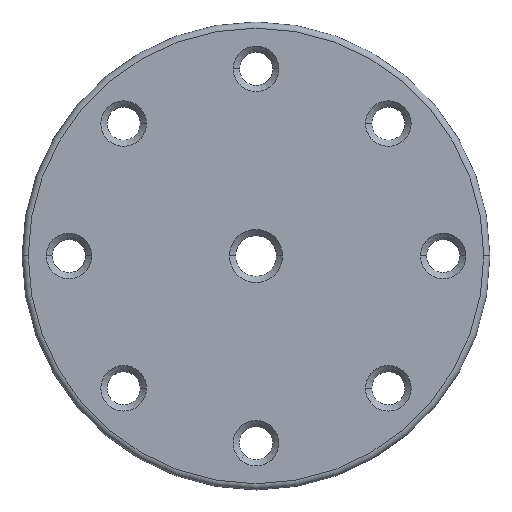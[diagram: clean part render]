
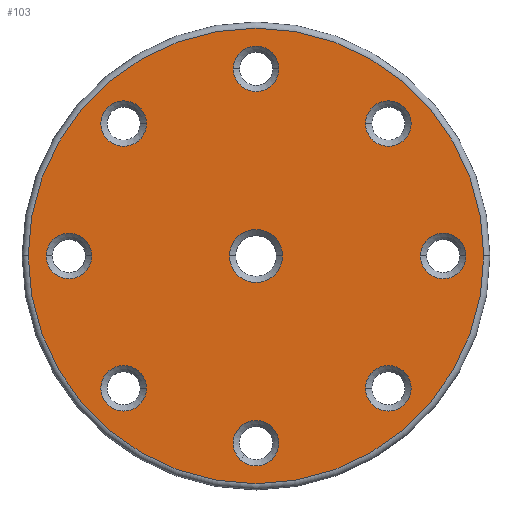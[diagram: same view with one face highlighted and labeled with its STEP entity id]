
A CAD part, top view. The second image highlights one B-rep face of the part: STEP entity #103.
In plain terms, the highlighted planar face has unit normal (0, 0, 1).
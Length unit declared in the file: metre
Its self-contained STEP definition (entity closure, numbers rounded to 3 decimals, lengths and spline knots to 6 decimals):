
#103=ADVANCED_FACE('2:255',(#228,#229,#230,#231,#232,#233,#234,#235,#236,#237),#238,.T.);
#228=FACE_BOUND('',#371,.T.);
#229=FACE_BOUND('',#372,.T.);
#230=FACE_BOUND('',#373,.T.);
#231=FACE_OUTER_BOUND('',#374,.T.);
#232=FACE_BOUND('',#375,.T.);
#233=FACE_BOUND('',#376,.T.);
#234=FACE_BOUND('',#377,.T.);
#235=FACE_BOUND('',#378,.T.);
#236=FACE_BOUND('',#379,.T.);
#237=FACE_BOUND('',#380,.T.);
#238=PLANE('',#381);
#371=EDGE_LOOP('',(#782,#783));
#372=EDGE_LOOP('',(#784,#785));
#373=EDGE_LOOP('',(#786,#787));
#374=EDGE_LOOP('',(#788,#789,#790));
#375=EDGE_LOOP('',(#791,#792));
#376=EDGE_LOOP('',(#793,#794));
#377=EDGE_LOOP('',(#795,#796));
#378=EDGE_LOOP('',(#797,#798));
#379=EDGE_LOOP('',(#799,#800));
#380=EDGE_LOOP('',(#801,#802));
#381=AXIS2_PLACEMENT_3D('',#803,#804,#805);
#782=ORIENTED_EDGE('',*,*,#906,.F.);
#783=ORIENTED_EDGE('',*,*,#1002,.F.);
#784=ORIENTED_EDGE('',*,*,#898,.F.);
#785=ORIENTED_EDGE('',*,*,#1003,.F.);
#786=ORIENTED_EDGE('',*,*,#894,.F.);
#787=ORIENTED_EDGE('',*,*,#1004,.F.);
#788=ORIENTED_EDGE('',*,*,#888,.F.);
#789=ORIENTED_EDGE('',*,*,#887,.F.);
#790=ORIENTED_EDGE('',*,*,#1005,.F.);
#791=ORIENTED_EDGE('',*,*,#885,.F.);
#792=ORIENTED_EDGE('',*,*,#1006,.F.);
#793=ORIENTED_EDGE('',*,*,#877,.F.);
#794=ORIENTED_EDGE('',*,*,#1007,.F.);
#795=ORIENTED_EDGE('',*,*,#873,.F.);
#796=ORIENTED_EDGE('',*,*,#1008,.F.);
#797=ORIENTED_EDGE('',*,*,#881,.F.);
#798=ORIENTED_EDGE('',*,*,#1009,.F.);
#799=ORIENTED_EDGE('',*,*,#902,.F.);
#800=ORIENTED_EDGE('',*,*,#1010,.F.);
#801=ORIENTED_EDGE('',*,*,#910,.F.);
#802=ORIENTED_EDGE('',*,*,#1001,.F.);
#803=CARTESIAN_POINT('',(-0.031079,-0.064189,-0.001));
#804=DIRECTION('',(0.,0.,1.0));
#805=DIRECTION('',(0.707,0.707,0.));
#873=EDGE_CURVE('2:396',#1016,#1012,#1018,.T.);
#877=EDGE_CURVE('2:393',#1024,#1020,#1026,.T.);
#881=EDGE_CURVE('2:399',#1032,#1028,#1034,.T.);
#885=EDGE_CURVE('2:390',#1040,#1036,#1042,.T.);
#887=EDGE_CURVE('2:387',#1043,#1046,#1047,.T.);
#888=EDGE_CURVE('2:387',#1046,#1048,#1049,.T.);
#894=EDGE_CURVE('2:384',#1058,#1054,#1060,.T.);
#898=EDGE_CURVE('2:381',#1066,#1062,#1068,.T.);
#902=EDGE_CURVE('2:402',#1074,#1070,#1076,.T.);
#906=EDGE_CURVE('2:378',#1082,#1078,#1084,.T.);
#910=EDGE_CURVE('2:375',#1090,#1086,#1092,.T.);
#1001=EDGE_CURVE('2:375',#1086,#1090,#1223,.T.);
#1002=EDGE_CURVE('2:378',#1078,#1082,#1224,.T.);
#1003=EDGE_CURVE('2:381',#1062,#1066,#1225,.T.);
#1004=EDGE_CURVE('2:384',#1054,#1058,#1226,.T.);
#1005=EDGE_CURVE('2:387',#1048,#1043,#1227,.T.);
#1006=EDGE_CURVE('2:390',#1036,#1040,#1228,.T.);
#1007=EDGE_CURVE('2:393',#1020,#1024,#1229,.T.);
#1008=EDGE_CURVE('2:396',#1012,#1016,#1230,.T.);
#1009=EDGE_CURVE('2:399',#1028,#1032,#1231,.T.);
#1010=EDGE_CURVE('2:402',#1070,#1074,#1232,.T.);
#1012=VERTEX_POINT('',#1234);
#1016=VERTEX_POINT('',#1239);
#1018=CIRCLE('',#1242,0.00185);
#1020=VERTEX_POINT('',#1244);
#1024=VERTEX_POINT('',#1249);
#1026=CIRCLE('',#1252,0.00185);
#1028=VERTEX_POINT('',#1254);
#1032=VERTEX_POINT('',#1259);
#1034=CIRCLE('',#1262,0.00185);
#1036=VERTEX_POINT('',#1264);
#1040=VERTEX_POINT('',#1269);
#1042=CIRCLE('',#1272,0.00185);
#1043=VERTEX_POINT('',#1273);
#1046=VERTEX_POINT('',#1276);
#1047=CIRCLE('',#1277,0.0185);
#1048=VERTEX_POINT('',#1278);
#1049=CIRCLE('',#1279,0.0185);
#1054=VERTEX_POINT('',#1284);
#1058=VERTEX_POINT('',#1289);
#1060=CIRCLE('',#1292,0.00185);
#1062=VERTEX_POINT('',#1294);
#1066=VERTEX_POINT('',#1299);
#1068=CIRCLE('',#1302,0.00215);
#1070=VERTEX_POINT('',#1304);
#1074=VERTEX_POINT('',#1309);
#1076=CIRCLE('',#1312,0.00185);
#1078=VERTEX_POINT('',#1314);
#1082=VERTEX_POINT('',#1319);
#1084=CIRCLE('',#1322,0.00185);
#1086=VERTEX_POINT('',#1324);
#1090=VERTEX_POINT('',#1329);
#1092=CIRCLE('',#1332,0.00185);
#1223=CIRCLE('',#1501,0.00185);
#1224=CIRCLE('',#1502,0.00185);
#1225=CIRCLE('',#1503,0.00215);
#1226=CIRCLE('',#1504,0.00185);
#1227=CIRCLE('',#1505,0.0185);
#1228=CIRCLE('',#1506,0.00185);
#1229=CIRCLE('',#1507,0.00185);
#1230=CIRCLE('',#1508,0.00185);
#1231=CIRCLE('',#1509,0.00185);
#1232=CIRCLE('',#1510,0.00185);
#1234=CARTESIAN_POINT('',(-0.043686,-0.053434,-0.001));
#1239=CARTESIAN_POINT('',(-0.039986,-0.053434,-0.001));
#1242=AXIS2_PLACEMENT_3D('',#1516,#1517,#1518);
#1244=CARTESIAN_POINT('',(-0.022184,-0.053434,-0.001));
#1249=CARTESIAN_POINT('',(-0.018484,-0.053434,-0.001));
#1252=AXIS2_PLACEMENT_3D('',#1524,#1525,#1526);
#1254=CARTESIAN_POINT('',(-0.043686,-0.074935,-0.001));
#1259=CARTESIAN_POINT('',(-0.039986,-0.074935,-0.001));
#1262=AXIS2_PLACEMENT_3D('',#1532,#1533,#1534);
#1264=CARTESIAN_POINT('',(-0.022184,-0.074935,-0.001));
#1269=CARTESIAN_POINT('',(-0.018484,-0.074935,-0.001));
#1272=AXIS2_PLACEMENT_3D('',#1540,#1541,#1542);
#1273=CARTESIAN_POINT('',(-0.049585,-0.064185,-0.001));
#1276=CARTESIAN_POINT('',(-0.031084,-0.045685,-0.001));
#1277=AXIS2_PLACEMENT_3D('',#1546,#1547,#1548);
#1278=CARTESIAN_POINT('',(-0.012585,-0.064185,-0.001));
#1279=AXIS2_PLACEMENT_3D('',#1549,#1550,#1551);
#1284=CARTESIAN_POINT('',(-0.032393,-0.080696,-0.001));
#1289=CARTESIAN_POINT('',(-0.029777,-0.07808,-0.001));
#1292=AXIS2_PLACEMENT_3D('',#1563,#1564,#1565);
#1294=CARTESIAN_POINT('',(-0.033235,-0.064185,-0.001));
#1299=CARTESIAN_POINT('',(-0.028935,-0.064185,-0.001));
#1302=AXIS2_PLACEMENT_3D('',#1571,#1572,#1573);
#1304=CARTESIAN_POINT('',(-0.048129,-0.064189,-0.001));
#1309=CARTESIAN_POINT('',(-0.044429,-0.064189,-0.001));
#1312=AXIS2_PLACEMENT_3D('',#1579,#1580,#1581);
#1314=CARTESIAN_POINT('',(-0.01773,-0.064189,-0.001));
#1319=CARTESIAN_POINT('',(-0.01403,-0.064189,-0.001));
#1322=AXIS2_PLACEMENT_3D('',#1587,#1588,#1589);
#1324=CARTESIAN_POINT('',(-0.032929,-0.04899,-0.001));
#1329=CARTESIAN_POINT('',(-0.029229,-0.04899,-0.001));
#1332=AXIS2_PLACEMENT_3D('',#1595,#1596,#1597);
#1501=AXIS2_PLACEMENT_3D('',#1792,#1793,#1794);
#1502=AXIS2_PLACEMENT_3D('',#1795,#1796,#1797);
#1503=AXIS2_PLACEMENT_3D('',#1798,#1799,#1800);
#1504=AXIS2_PLACEMENT_3D('',#1801,#1802,#1803);
#1505=AXIS2_PLACEMENT_3D('',#1804,#1805,#1806);
#1506=AXIS2_PLACEMENT_3D('',#1807,#1808,#1809);
#1507=AXIS2_PLACEMENT_3D('',#1810,#1811,#1812);
#1508=AXIS2_PLACEMENT_3D('',#1813,#1814,#1815);
#1509=AXIS2_PLACEMENT_3D('',#1816,#1817,#1818);
#1510=AXIS2_PLACEMENT_3D('',#1819,#1820,#1821);
#1516=CARTESIAN_POINT('',(-0.041836,-0.053434,-0.001));
#1517=DIRECTION('',(0.,0.,1.0));
#1518=DIRECTION('',(-1.0,0.,0.));
#1524=CARTESIAN_POINT('',(-0.020334,-0.053434,-0.001));
#1525=DIRECTION('',(0.,0.,1.0));
#1526=DIRECTION('',(-1.0,0.,0.));
#1532=CARTESIAN_POINT('',(-0.041836,-0.074935,-0.001));
#1533=DIRECTION('',(0.,0.,1.0));
#1534=DIRECTION('',(-1.0,0.,0.));
#1540=CARTESIAN_POINT('',(-0.020334,-0.074935,-0.001));
#1541=DIRECTION('',(0.,0.,1.0));
#1542=DIRECTION('',(-1.0,0.,0.));
#1546=CARTESIAN_POINT('',(-0.031085,-0.064185,-0.001));
#1547=DIRECTION('',(0.,0.,-1.0));
#1548=DIRECTION('',(-1.0,0.,0.));
#1549=CARTESIAN_POINT('',(-0.031085,-0.064185,-0.001));
#1550=DIRECTION('',(0.,0.,-1.0));
#1551=DIRECTION('',(-1.0,0.,0.));
#1563=CARTESIAN_POINT('',(-0.031085,-0.079388,-0.001));
#1564=DIRECTION('',(0.,0.,1.0));
#1565=DIRECTION('',(-0.707,-0.707,0.));
#1571=CARTESIAN_POINT('',(-0.031085,-0.064185,-0.001));
#1572=DIRECTION('',(0.,0.,1.0));
#1573=DIRECTION('',(-1.0,0.,0.));
#1579=CARTESIAN_POINT('',(-0.046279,-0.064189,-0.001));
#1580=DIRECTION('',(0.,0.,1.0));
#1581=DIRECTION('',(-1.0,0.,0.));
#1587=CARTESIAN_POINT('',(-0.01588,-0.064189,-0.001));
#1588=DIRECTION('',(0.,0.,1.0));
#1589=DIRECTION('',(-1.0,0.,0.));
#1595=CARTESIAN_POINT('',(-0.031079,-0.04899,-0.001));
#1596=DIRECTION('',(0.,0.,1.0));
#1597=DIRECTION('',(-1.0,0.,0.));
#1792=CARTESIAN_POINT('',(-0.031079,-0.04899,-0.001));
#1793=DIRECTION('',(0.,0.,1.0));
#1794=DIRECTION('',(-1.0,0.,0.));
#1795=CARTESIAN_POINT('',(-0.01588,-0.064189,-0.001));
#1796=DIRECTION('',(0.,0.,1.0));
#1797=DIRECTION('',(-1.0,0.,0.));
#1798=CARTESIAN_POINT('',(-0.031085,-0.064185,-0.001));
#1799=DIRECTION('',(0.,0.,1.0));
#1800=DIRECTION('',(-1.0,0.,0.));
#1801=CARTESIAN_POINT('',(-0.031085,-0.079388,-0.001));
#1802=DIRECTION('',(0.,0.,1.0));
#1803=DIRECTION('',(-0.707,-0.707,0.));
#1804=CARTESIAN_POINT('',(-0.031085,-0.064185,-0.001));
#1805=DIRECTION('',(0.,0.,-1.0));
#1806=DIRECTION('',(-1.0,0.,0.));
#1807=CARTESIAN_POINT('',(-0.020334,-0.074935,-0.001));
#1808=DIRECTION('',(0.,0.,1.0));
#1809=DIRECTION('',(-1.0,0.,0.));
#1810=CARTESIAN_POINT('',(-0.020334,-0.053434,-0.001));
#1811=DIRECTION('',(0.,0.,1.0));
#1812=DIRECTION('',(-1.0,0.,0.));
#1813=CARTESIAN_POINT('',(-0.041836,-0.053434,-0.001));
#1814=DIRECTION('',(0.,0.,1.0));
#1815=DIRECTION('',(-1.0,0.,0.));
#1816=CARTESIAN_POINT('',(-0.041836,-0.074935,-0.001));
#1817=DIRECTION('',(0.,0.,1.0));
#1818=DIRECTION('',(-1.0,0.,0.));
#1819=CARTESIAN_POINT('',(-0.046279,-0.064189,-0.001));
#1820=DIRECTION('',(0.,0.,1.0));
#1821=DIRECTION('',(-1.0,0.,0.));
